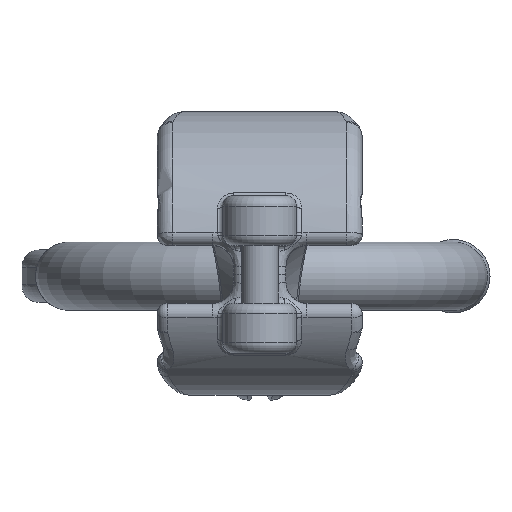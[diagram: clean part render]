
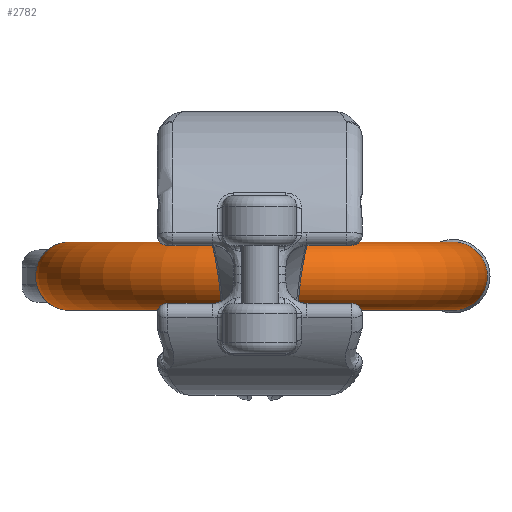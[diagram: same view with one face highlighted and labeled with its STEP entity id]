
A CAD part, front view. The second image highlights one B-rep face of the part: STEP entity #2782.
In plain terms, the highlighted toroidal (fillet/blend) face has major radius 36.5 mm and minor radius 6.5 mm.
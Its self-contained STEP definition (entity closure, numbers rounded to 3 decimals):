
#157=TOROIDAL_SURFACE('',#8706,36.5,6.5);
#2782=ADVANCED_FACE('',(#2939,#2940),#157,.T.);
#2939=FACE_BOUND('',#3437,.T.);
#2940=FACE_BOUND('',#3438,.T.);
#3437=EDGE_LOOP('',(#5760));
#3438=EDGE_LOOP('',(#5761));
#5760=ORIENTED_EDGE('',*,*,#7729,.T.);
#5761=ORIENTED_EDGE('',*,*,#7748,.F.);
#6549=VERTEX_POINT('',#17655);
#6568=VERTEX_POINT('',#17788);
#7729=EDGE_CURVE('',#6549,#6549,#8045,.T.);
#7748=EDGE_CURVE('',#6568,#6568,#8046,.T.);
#8045=CIRCLE('',#8694,6.5);
#8046=CIRCLE('',#8700,6.5);
#8694=AXIS2_PLACEMENT_3D('',#17654,#10399,#10400);
#8700=AXIS2_PLACEMENT_3D('',#17787,#10415,#10416);
#8706=AXIS2_PLACEMENT_3D('',#17797,#10427,#10428);
#10399=DIRECTION('',(0.,-1.,0.));
#10400=DIRECTION('',(1.,0.,0.));
#10415=DIRECTION('',(0.,1.,0.));
#10416=DIRECTION('',(-1.,0.,0.));
#10427=DIRECTION('',(0.,0.,1.));
#10428=DIRECTION('',(1.,0.,0.));
#17654=CARTESIAN_POINT('',(-36.5,-25.,0.));
#17655=CARTESIAN_POINT('',(-30.,-25.,0.));
#17787=CARTESIAN_POINT('',(36.5,-25.,0.));
#17788=CARTESIAN_POINT('',(30.,-25.,0.));
#17797=CARTESIAN_POINT('',(0.,-25.,0.));
